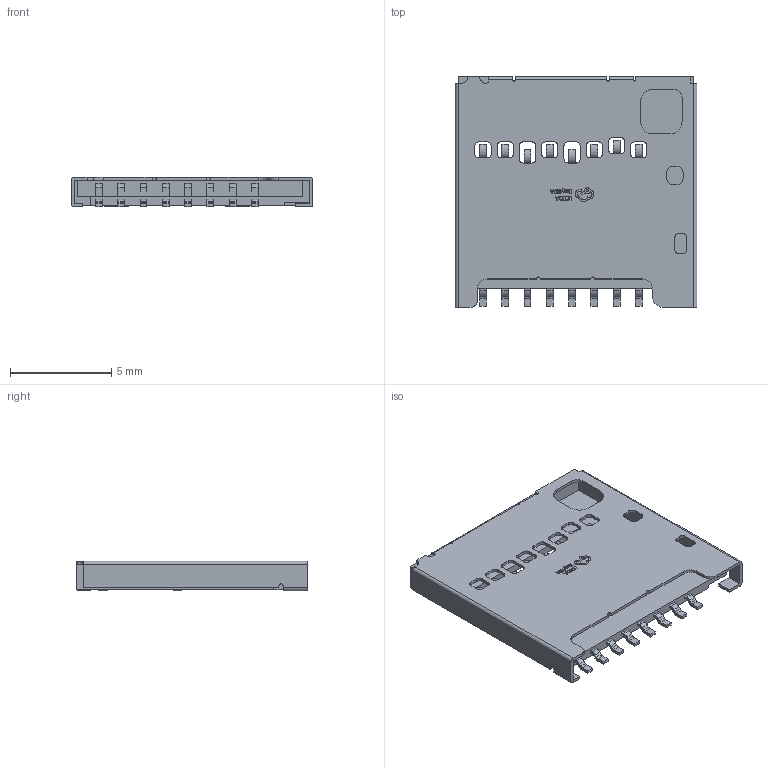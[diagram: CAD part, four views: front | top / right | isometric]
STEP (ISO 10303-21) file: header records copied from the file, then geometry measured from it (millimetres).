
FILE_DESCRIPTION(/* description */ ('','CAx-IF Rec.Pracs.---Representation and Presentation of Product Manufacturing Information (PMI)---4.0---2014-10-13'),/* implementation_level */ '2;1');
FILE_NAME(/* name */ '13lB-SIM1-SIM-SMD_8P-1040310811.step',/* time_stamp */ '2025-03-21T14:27:24+08:00',/* author */ (''),/* organization */ (''),/* preprocessor_version */ 'ST-DEVELOPER v20',/* originating_system */ 'Autodesk Translation Framework v13.20.0.188',/* authorisation */ '');
FILE_SCHEMA (('AP242_MANAGED_MODEL_BASED_3D_ENGINEERING_MIM_LF { 1 0 10303 442 1 1 4 }'));
Length unit declared in the file: millimetre
Products named in the file (2): 13lB-SIM1-SIM-SMD_8P-1040310811; COMPOUND
Assembly tree (1 placements, depth 2):
  13lB-SIM1-SIM-SMD_8P-1040310811
    COMPOUND
Bounding box: 11.95 x 11.4 x 1.47 mm (x, y, z)
Volume: 66.3 mm3; surface area: 588.4 mm2
Topology: 2 solids, 2 shells, 697 faces, 1951 edges, 1301 vertices
Faces by surface type: plane 453, cylinder 132, bspline 112
Entity records: 24281 total; most frequent: CARTESIAN_POINT 5786, ORIENTED_EDGE 3902, DIRECTION 3340, EDGE_CURVE 1951, LINE 1462, VECTOR 1462, VERTEX_POINT 1301, AXIS2_PLACEMENT_3D 939
